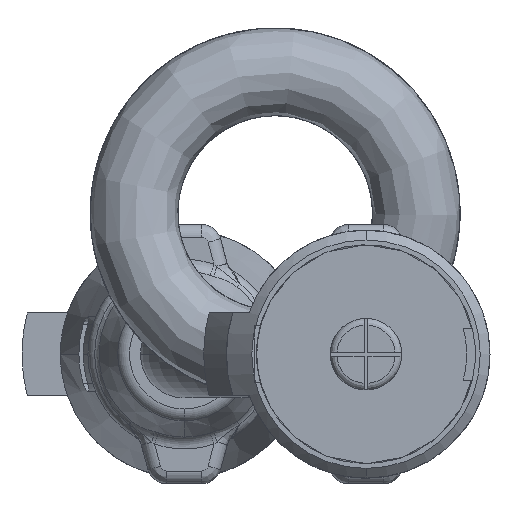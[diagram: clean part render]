
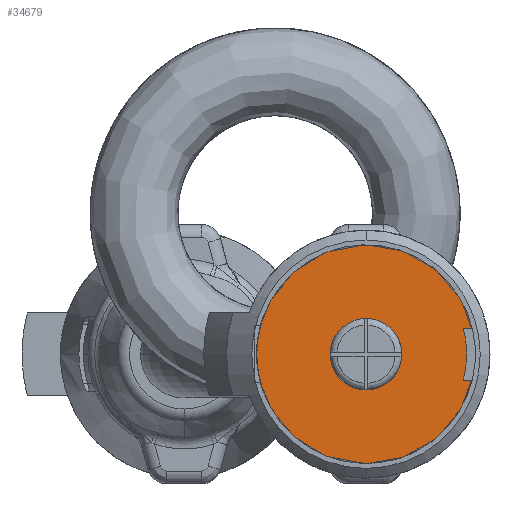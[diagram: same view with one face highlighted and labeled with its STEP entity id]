
A CAD part, front view. The second image highlights one B-rep face of the part: STEP entity #34679.
In plain terms, the highlighted planar face has unit normal (0, -1, 0).
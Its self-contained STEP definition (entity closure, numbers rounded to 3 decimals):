
#10991=CARTESIAN_POINT('',(14.,-214.5,-21.75));
#10992=DIRECTION('',(0.,1.,0.));
#10993=DIRECTION('',(0.,0.,-1.));
#10994=AXIS2_PLACEMENT_3D('',#10991,#10992,#10993);
#11013=CARTESIAN_POINT('',(14.,-214.5,-21.75));
#11014=DIRECTION('',(0.,1.,0.));
#11015=DIRECTION('',(-0.965,0.,0.262));
#11016=AXIS2_PLACEMENT_3D('',#11013,#11014,#11015);
#11032=DIRECTION('',(0.,0.,-1.));
#11033=VECTOR('',#11032,8.867);
#11034=CARTESIAN_POINT('',(-3.111,-214.5,-17.316));
#11035=LINE('',#11034,#11033);
#11040=DIRECTION('',(1.,0.,0.));
#11041=VECTOR('',#11040,0.768);
#11042=CARTESIAN_POINT('',(-3.111,-214.5,-17.316));
#11043=LINE('',#11042,#11041);
#11065=DIRECTION('',(-1.,0.,0.));
#11066=VECTOR('',#11065,0.768);
#11067=CARTESIAN_POINT('',(-2.343,-214.5,-26.184));
#11068=LINE('',#11067,#11066);
#11069=CARTESIAN_POINT('',(14.,-214.5,-21.75));
#11070=DIRECTION('',(0.,1.,0.));
#11071=DIRECTION('',(0.,0.,1.));
#11072=AXIS2_PLACEMENT_3D('',#11069,#11070,#11071);
#11092=CARTESIAN_POINT('',(14.,-214.5,-21.75));
#11093=DIRECTION('',(0.,1.,0.));
#11094=DIRECTION('',(0.,0.,-1.));
#11095=AXIS2_PLACEMENT_3D('',#11092,#11093,#11094);
#11113=CARTESIAN_POINT('',(14.,-214.5,-21.75));
#11114=DIRECTION('',(0.,1.,0.));
#11115=DIRECTION('',(0.,0.,1.));
#11116=AXIS2_PLACEMENT_3D('',#11113,#11114,#11115);
#12528=CARTESIAN_POINT('',(14.,-214.5,-38.684));
#12529=CARTESIAN_POINT('',(-2.343,-214.5,-26.184));
#12530=VERTEX_POINT('',#12528);
#12531=VERTEX_POINT('',#12529);
#12532=CARTESIAN_POINT('',(14.,-214.5,-4.816));
#12533=VERTEX_POINT('',#12532);
#12558=CARTESIAN_POINT('',(-2.343,-214.5,-17.316));
#12559=VERTEX_POINT('',#12558);
#12569=CARTESIAN_POINT('',(-3.111,-214.5,-17.316));
#12571=VERTEX_POINT('',#12569);
#12574=CARTESIAN_POINT('',(-3.111,-214.5,-26.184));
#12575=VERTEX_POINT('',#12574);
#12580=CARTESIAN_POINT('',(14.,-214.5,-27.25));
#12581=CARTESIAN_POINT('',(14.,-214.5,-16.25));
#12582=VERTEX_POINT('',#12580);
#12583=VERTEX_POINT('',#12581);
#34656=CARTESIAN_POINT('',(14.,-214.5,-21.75));
#34657=DIRECTION('',(0.,-1.,0.));
#34658=DIRECTION('',(1.,0.,0.));
#34659=AXIS2_PLACEMENT_3D('',#34656,#34657,#34658);
#34660=PLANE('',#34659);
#34662=ORIENTED_EDGE('',*,*,#34661,.F.);
#34664=ORIENTED_EDGE('',*,*,#34663,.T.);
#34665=ORIENTED_EDGE('',*,*,#34645,.T.);
#34667=ORIENTED_EDGE('',*,*,#34666,.T.);
#34668=ORIENTED_EDGE('',*,*,#34626,.T.);
#34670=ORIENTED_EDGE('',*,*,#34669,.T.);
#34671=EDGE_LOOP('',(#34662,#34664,#34665,#34667,#34668,#34670));
#34672=FACE_OUTER_BOUND('',#34671,.F.);
#34674=ORIENTED_EDGE('',*,*,#34673,.F.);
#34676=ORIENTED_EDGE('',*,*,#34675,.F.);
#34677=EDGE_LOOP('',(#34674,#34676));
#34678=FACE_BOUND('',#34677,.F.);
#34679=ADVANCED_FACE('',(#34672,#34678),#34660,.T.);
#10995=CIRCLE('',#10994,16.934);
#11017=CIRCLE('',#11016,16.934);
#11073=CIRCLE('',#11072,16.934);
#11096=CIRCLE('',#11095,5.5);
#11117=CIRCLE('',#11116,5.5);
#34626=EDGE_CURVE('',#12530,#12531,#10995,.T.);
#34645=EDGE_CURVE('',#12559,#12533,#11017,.T.);
#34661=EDGE_CURVE('',#12571,#12575,#11035,.T.);
#34663=EDGE_CURVE('',#12571,#12559,#11043,.T.);
#34666=EDGE_CURVE('',#12533,#12530,#11073,.T.);
#34669=EDGE_CURVE('',#12531,#12575,#11068,.T.);
#34673=EDGE_CURVE('',#12582,#12583,#11096,.T.);
#34675=EDGE_CURVE('',#12583,#12582,#11117,.T.);
